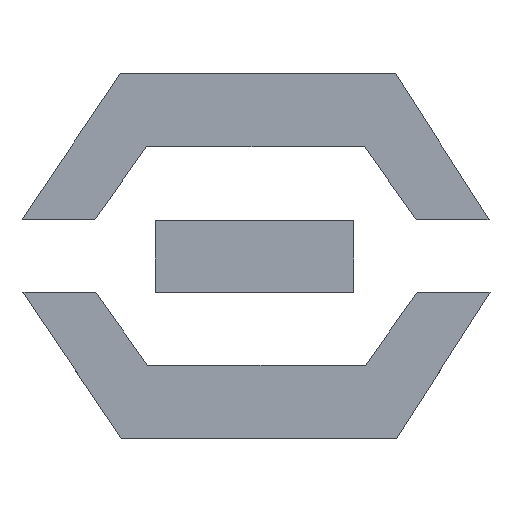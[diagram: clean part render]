
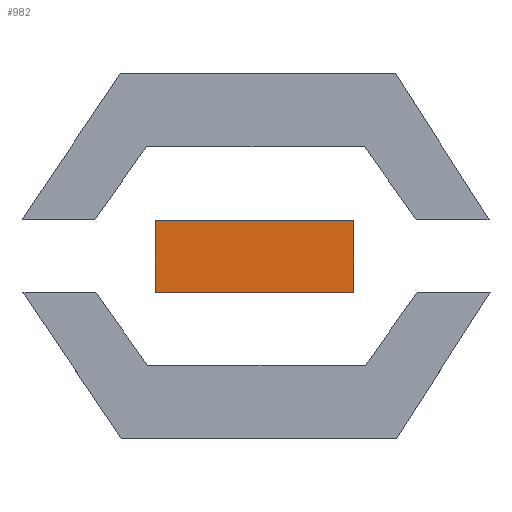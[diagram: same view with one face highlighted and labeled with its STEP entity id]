
A CAD part, top view. The second image highlights one B-rep face of the part: STEP entity #982.
In plain terms, the highlighted planar face has unit normal (0, 0, 1).
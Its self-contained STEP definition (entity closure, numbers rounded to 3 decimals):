
#680 = VERTEX_POINT('',#681);
#681 = CARTESIAN_POINT('',(10.763,-7.102,0.5));
#688 = SURFACE_OF_LINEAR_EXTRUSION('',#689,#692);
#689 = B_SPLINE_CURVE_WITH_KNOTS('',1,(#690,#691),.UNSPECIFIED.,.F.,.F.,
  (2,2),(0.,22.815),.PIECEWISE_BEZIER_KNOTS.);
#690 = CARTESIAN_POINT('',(10.763,-7.102,0.));
#691 = CARTESIAN_POINT('',(4.324,-7.102,0.));
#692 = VECTOR('',#693,1.);
#693 = DIRECTION('',(-0.,-0.,-1.));
#701 = SURFACE_OF_LINEAR_EXTRUSION('',#702,#705);
#702 = B_SPLINE_CURVE_WITH_KNOTS('',1,(#703,#704),.UNSPECIFIED.,.F.,.F.,
  (2,2),(0.,8.276),.PIECEWISE_BEZIER_KNOTS.);
#703 = CARTESIAN_POINT('',(10.763,-4.766,0.));
#704 = CARTESIAN_POINT('',(10.763,-7.102,0.));
#705 = VECTOR('',#706,1.);
#706 = DIRECTION('',(-0.,-0.,-1.));
#714 = EDGE_CURVE('',#680,#715,#717,.T.);
#715 = VERTEX_POINT('',#716);
#716 = CARTESIAN_POINT('',(4.324,-7.102,0.5));
#717 = SURFACE_CURVE('',#718,(#721,#728),.PCURVE_S1.);
#718 = B_SPLINE_CURVE_WITH_KNOTS('',1,(#719,#720),.UNSPECIFIED.,.F.,.F.,
  (2,2),(0.,22.815),.PIECEWISE_BEZIER_KNOTS.);
#719 = CARTESIAN_POINT('',(10.763,-7.102,0.5));
#720 = CARTESIAN_POINT('',(4.324,-7.102,0.5));
#721 = PCURVE('',#688,#722);
#722 = DEFINITIONAL_REPRESENTATION('',(#723),#727);
#723 = LINE('',#724,#725);
#724 = CARTESIAN_POINT('',(0.,-0.5));
#725 = VECTOR('',#726,1.);
#726 = DIRECTION('',(1.,0.));
#727 = ( GEOMETRIC_REPRESENTATION_CONTEXT(2) 
PARAMETRIC_REPRESENTATION_CONTEXT() REPRESENTATION_CONTEXT('2D SPACE',''
  ) );
#728 = PCURVE('',#729,#734);
#729 = PLANE('',#730);
#730 = AXIS2_PLACEMENT_3D('',#731,#732,#733);
#731 = CARTESIAN_POINT('',(10.763,-7.102,0.5));
#732 = DIRECTION('',(0.,0.,1.));
#733 = DIRECTION('',(1.,0.,-0.));
#734 = DEFINITIONAL_REPRESENTATION('',(#735),#738);
#735 = B_SPLINE_CURVE_WITH_KNOTS('',1,(#736,#737),.UNSPECIFIED.,.F.,.F.,
  (2,2),(0.,22.815),.PIECEWISE_BEZIER_KNOTS.);
#736 = CARTESIAN_POINT('',(0.,0.));
#737 = CARTESIAN_POINT('',(-6.439,0.));
#738 = ( GEOMETRIC_REPRESENTATION_CONTEXT(2) 
PARAMETRIC_REPRESENTATION_CONTEXT() REPRESENTATION_CONTEXT('2D SPACE',''
  ) );
#756 = SURFACE_OF_LINEAR_EXTRUSION('',#757,#760);
#757 = B_SPLINE_CURVE_WITH_KNOTS('',1,(#758,#759),.UNSPECIFIED.,.F.,.F.,
  (2,2),(0.,8.276),.PIECEWISE_BEZIER_KNOTS.);
#758 = CARTESIAN_POINT('',(4.324,-7.102,0.));
#759 = CARTESIAN_POINT('',(4.324,-4.766,0.));
#760 = VECTOR('',#761,1.);
#761 = DIRECTION('',(-0.,-0.,-1.));
#797 = EDGE_CURVE('',#715,#798,#800,.T.);
#798 = VERTEX_POINT('',#799);
#799 = CARTESIAN_POINT('',(4.324,-4.766,0.5));
#800 = SURFACE_CURVE('',#801,(#804,#811),.PCURVE_S1.);
#801 = B_SPLINE_CURVE_WITH_KNOTS('',1,(#802,#803),.UNSPECIFIED.,.F.,.F.,
  (2,2),(0.,8.276),.PIECEWISE_BEZIER_KNOTS.);
#802 = CARTESIAN_POINT('',(4.324,-7.102,0.5));
#803 = CARTESIAN_POINT('',(4.324,-4.766,0.5));
#804 = PCURVE('',#756,#805);
#805 = DEFINITIONAL_REPRESENTATION('',(#806),#810);
#806 = LINE('',#807,#808);
#807 = CARTESIAN_POINT('',(0.,-0.5));
#808 = VECTOR('',#809,1.);
#809 = DIRECTION('',(1.,0.));
#810 = ( GEOMETRIC_REPRESENTATION_CONTEXT(2) 
PARAMETRIC_REPRESENTATION_CONTEXT() REPRESENTATION_CONTEXT('2D SPACE',''
  ) );
#811 = PCURVE('',#729,#812);
#812 = DEFINITIONAL_REPRESENTATION('',(#813),#816);
#813 = B_SPLINE_CURVE_WITH_KNOTS('',1,(#814,#815),.UNSPECIFIED.,.F.,.F.,
  (2,2),(0.,8.276),.PIECEWISE_BEZIER_KNOTS.);
#814 = CARTESIAN_POINT('',(-6.439,0.));
#815 = CARTESIAN_POINT('',(-6.439,2.336));
#816 = ( GEOMETRIC_REPRESENTATION_CONTEXT(2) 
PARAMETRIC_REPRESENTATION_CONTEXT() REPRESENTATION_CONTEXT('2D SPACE',''
  ) );
#834 = SURFACE_OF_LINEAR_EXTRUSION('',#835,#838);
#835 = B_SPLINE_CURVE_WITH_KNOTS('',1,(#836,#837),.UNSPECIFIED.,.F.,.F.,
  (2,2),(0.,22.815),.PIECEWISE_BEZIER_KNOTS.);
#836 = CARTESIAN_POINT('',(4.324,-4.766,0.));
#837 = CARTESIAN_POINT('',(10.763,-4.766,0.));
#838 = VECTOR('',#839,1.);
#839 = DIRECTION('',(-0.,-0.,-1.));
#870 = EDGE_CURVE('',#798,#871,#873,.T.);
#871 = VERTEX_POINT('',#872);
#872 = CARTESIAN_POINT('',(10.763,-4.766,0.5));
#873 = SURFACE_CURVE('',#874,(#877,#884),.PCURVE_S1.);
#874 = B_SPLINE_CURVE_WITH_KNOTS('',1,(#875,#876),.UNSPECIFIED.,.F.,.F.,
  (2,2),(0.,22.815),.PIECEWISE_BEZIER_KNOTS.);
#875 = CARTESIAN_POINT('',(4.324,-4.766,0.5));
#876 = CARTESIAN_POINT('',(10.763,-4.766,0.5));
#877 = PCURVE('',#834,#878);
#878 = DEFINITIONAL_REPRESENTATION('',(#879),#883);
#879 = LINE('',#880,#881);
#880 = CARTESIAN_POINT('',(0.,-0.5));
#881 = VECTOR('',#882,1.);
#882 = DIRECTION('',(1.,0.));
#883 = ( GEOMETRIC_REPRESENTATION_CONTEXT(2) 
PARAMETRIC_REPRESENTATION_CONTEXT() REPRESENTATION_CONTEXT('2D SPACE',''
  ) );
#884 = PCURVE('',#729,#885);
#885 = DEFINITIONAL_REPRESENTATION('',(#886),#889);
#886 = B_SPLINE_CURVE_WITH_KNOTS('',1,(#887,#888),.UNSPECIFIED.,.F.,.F.,
  (2,2),(0.,22.815),.PIECEWISE_BEZIER_KNOTS.);
#887 = CARTESIAN_POINT('',(-6.439,2.336));
#888 = CARTESIAN_POINT('',(0.,2.336));
#889 = ( GEOMETRIC_REPRESENTATION_CONTEXT(2) 
PARAMETRIC_REPRESENTATION_CONTEXT() REPRESENTATION_CONTEXT('2D SPACE',''
  ) );
#937 = EDGE_CURVE('',#871,#680,#938,.T.);
#938 = SURFACE_CURVE('',#939,(#942,#949),.PCURVE_S1.);
#939 = B_SPLINE_CURVE_WITH_KNOTS('',1,(#940,#941),.UNSPECIFIED.,.F.,.F.,
  (2,2),(0.,8.276),.PIECEWISE_BEZIER_KNOTS.);
#940 = CARTESIAN_POINT('',(10.763,-4.766,0.5));
#941 = CARTESIAN_POINT('',(10.763,-7.102,0.5));
#942 = PCURVE('',#701,#943);
#943 = DEFINITIONAL_REPRESENTATION('',(#944),#948);
#944 = LINE('',#945,#946);
#945 = CARTESIAN_POINT('',(0.,-0.5));
#946 = VECTOR('',#947,1.);
#947 = DIRECTION('',(1.,0.));
#948 = ( GEOMETRIC_REPRESENTATION_CONTEXT(2) 
PARAMETRIC_REPRESENTATION_CONTEXT() REPRESENTATION_CONTEXT('2D SPACE',''
  ) );
#949 = PCURVE('',#729,#950);
#950 = DEFINITIONAL_REPRESENTATION('',(#951),#954);
#951 = B_SPLINE_CURVE_WITH_KNOTS('',1,(#952,#953),.UNSPECIFIED.,.F.,.F.,
  (2,2),(0.,8.276),.PIECEWISE_BEZIER_KNOTS.);
#952 = CARTESIAN_POINT('',(0.,2.336));
#953 = CARTESIAN_POINT('',(0.,0.));
#954 = ( GEOMETRIC_REPRESENTATION_CONTEXT(2) 
PARAMETRIC_REPRESENTATION_CONTEXT() REPRESENTATION_CONTEXT('2D SPACE',''
  ) );
#982 = ADVANCED_FACE('',(#983),#729,.T.);
#983 = FACE_BOUND('',#984,.F.);
#984 = EDGE_LOOP('',(#985,#986,#987,#988));
#985 = ORIENTED_EDGE('',*,*,#714,.T.);
#986 = ORIENTED_EDGE('',*,*,#797,.T.);
#987 = ORIENTED_EDGE('',*,*,#870,.T.);
#988 = ORIENTED_EDGE('',*,*,#937,.T.);
